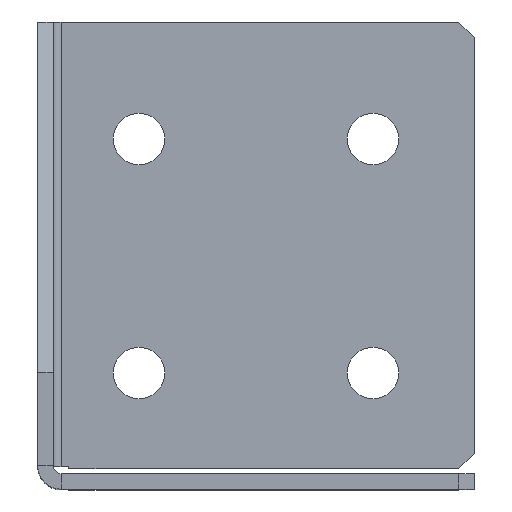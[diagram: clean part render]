
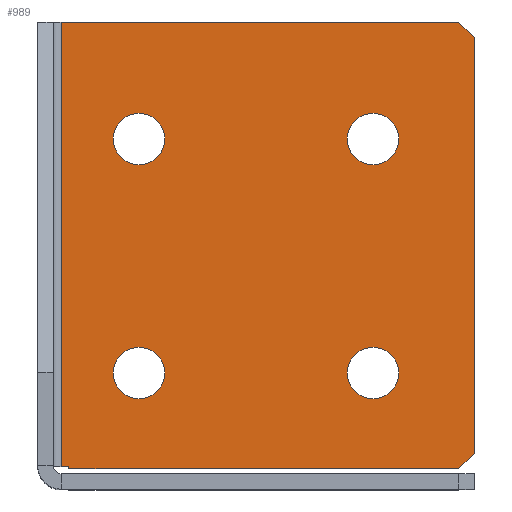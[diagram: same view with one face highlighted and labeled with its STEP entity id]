
A CAD part, top view. The second image highlights one B-rep face of the part: STEP entity #989.
In plain terms, the highlighted planar face has unit normal (0, 0, 1).
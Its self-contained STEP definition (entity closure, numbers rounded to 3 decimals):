
#1 = DIRECTION ( 'NONE',  ( 0., 1., 0. ) ) ;
#9 = CARTESIAN_POINT ( 'NONE',  ( 28., 4.707, 2. ) ) ;
#22 = CARTESIAN_POINT ( 'NONE',  ( 26., 2.707, 2. ) ) ;
#34 = DIRECTION ( 'NONE',  ( 0., 0., 1. ) ) ;
#35 = CIRCLE ( 'NONE', #200, 3.3 ) ;
#41 = VERTEX_POINT ( 'NONE', #1202 ) ;
#69 = EDGE_CURVE ( 'NONE', #1102, #606, #1427, .T. ) ;
#73 = CARTESIAN_POINT ( 'NONE',  ( 18.3, 15., 2. ) ) ;
#76 = CIRCLE ( 'NONE', #501, 3.3 ) ;
#90 = DIRECTION ( 'NONE',  ( 0., 0., 1. ) ) ;
#101 = VERTEX_POINT ( 'NONE', #401 ) ;
#102 = CARTESIAN_POINT ( 'NONE',  ( -15., 15., 2. ) ) ;
#135 = DIRECTION ( 'NONE',  ( -1., 0., 0. ) ) ;
#136 = ORIENTED_EDGE ( 'NONE', *, *, #1299, .F. ) ;
#139 = ORIENTED_EDGE ( 'NONE', *, *, #307, .T. ) ;
#160 = CARTESIAN_POINT ( 'NONE',  ( -28., 60., 2. ) ) ;
#168 = DIRECTION ( 'NONE',  ( -1., 0., 0. ) ) ;
#186 = VERTEX_POINT ( 'NONE', #1121 ) ;
#200 = AXIS2_PLACEMENT_3D ( 'NONE', #480, #368, #454 ) ;
#208 = VERTEX_POINT ( 'NONE', #447 ) ;
#210 = CIRCLE ( 'NONE', #405, 3.3 ) ;
#214 = CARTESIAN_POINT ( 'NONE',  ( -15., 45., 2. ) ) ;
#216 = ORIENTED_EDGE ( 'NONE', *, *, #828, .F. ) ;
#235 = VECTOR ( 'NONE', #135, 1000. ) ;
#244 = CARTESIAN_POINT ( 'NONE',  ( -28., 3., 2. ) ) ;
#257 = FACE_BOUND ( 'NONE', #1282, .T. ) ;
#297 = CARTESIAN_POINT ( 'NONE',  ( 15., 15., 2. ) ) ;
#307 = EDGE_CURVE ( 'NONE', #186, #1410, #925, .T. ) ;
#337 = ORIENTED_EDGE ( 'NONE', *, *, #69, .F. ) ;
#354 = CIRCLE ( 'NONE', #1391, 3.3 ) ;
#365 = EDGE_CURVE ( 'NONE', #789, #1294, #686, .T. ) ;
#368 = DIRECTION ( 'NONE',  ( 0., 0., 1. ) ) ;
#382 = VECTOR ( 'NONE', #1079, 1000. ) ;
#383 = VERTEX_POINT ( 'NONE', #913 ) ;
#386 = CARTESIAN_POINT ( 'NONE',  ( -23.99, 0., 2. ) ) ;
#387 = FACE_BOUND ( 'NONE', #673, .T. ) ;
#390 = ORIENTED_EDGE ( 'NONE', *, *, #872, .F. ) ;
#395 = EDGE_CURVE ( 'NONE', #41, #560, #35, .T. ) ;
#401 = CARTESIAN_POINT ( 'NONE',  ( -18.3, 15., 2. ) ) ;
#405 = AXIS2_PLACEMENT_3D ( 'NONE', #852, #34, #1093 ) ;
#428 = CARTESIAN_POINT ( 'NONE',  ( -25., 60., 2. ) ) ;
#430 = AXIS2_PLACEMENT_3D ( 'NONE', #297, #90, #779 ) ;
#432 = CARTESIAN_POINT ( 'NONE',  ( -25., 0., 2. ) ) ;
#447 = CARTESIAN_POINT ( 'NONE',  ( 11.7, 45., 2. ) ) ;
#454 = DIRECTION ( 'NONE',  ( 1., 0., 0. ) ) ;
#468 = LINE ( 'NONE', #1392, #235 ) ;
#480 = CARTESIAN_POINT ( 'NONE',  ( -15., 45., 2. ) ) ;
#497 = DIRECTION ( 'NONE',  ( 1., 0., 0. ) ) ;
#498 = LINE ( 'NONE', #386, #988 ) ;
#501 = AXIS2_PLACEMENT_3D ( 'NONE', #998, #1124, #675 ) ;
#510 = ORIENTED_EDGE ( 'NONE', *, *, #929, .T. ) ;
#551 = AXIS2_PLACEMENT_3D ( 'NONE', #1048, #1266, #698 ) ;
#553 = AXIS2_PLACEMENT_3D ( 'NONE', #1312, #622, #168 ) ;
#560 = VERTEX_POINT ( 'NONE', #753 ) ;
#568 = ORIENTED_EDGE ( 'NONE', *, *, #754, .F. ) ;
#585 = VECTOR ( 'NONE', #497, 1000. ) ;
#586 = EDGE_CURVE ( 'NONE', #186, #1102, #770, .T. ) ;
#588 = EDGE_CURVE ( 'NONE', #1329, #101, #950, .T. ) ;
#589 = ORIENTED_EDGE ( 'NONE', *, *, #395, .F. ) ;
#596 = EDGE_CURVE ( 'NONE', #833, #789, #1135, .T. ) ;
#597 = FACE_OUTER_BOUND ( 'NONE', #806, .T. ) ;
#599 = VERTEX_POINT ( 'NONE', #73 ) ;
#604 = CARTESIAN_POINT ( 'NONE',  ( 26., 60., 2. ) ) ;
#606 = VERTEX_POINT ( 'NONE', #647 ) ;
#622 = DIRECTION ( 'NONE',  ( 0., 0., -1. ) ) ;
#641 = DIRECTION ( 'NONE',  ( 0., 0., 1. ) ) ;
#646 = ORIENTED_EDGE ( 'NONE', *, *, #365, .T. ) ;
#647 = CARTESIAN_POINT ( 'NONE',  ( 26., 60., 2. ) ) ;
#673 = EDGE_LOOP ( 'NONE', ( #752, #136 ) ) ;
#675 = DIRECTION ( 'NONE',  ( 1., 0., 0. ) ) ;
#676 = ORIENTED_EDGE ( 'NONE', *, *, #586, .F. ) ;
#686 = LINE ( 'NONE', #919, #1072 ) ;
#698 = DIRECTION ( 'NONE',  ( 1., 0., 0. ) ) ;
#701 = EDGE_CURVE ( 'NONE', #1014, #208, #76, .T. ) ;
#710 = DIRECTION ( 'NONE',  ( 1., 0., 0. ) ) ;
#752 = ORIENTED_EDGE ( 'NONE', *, *, #701, .F. ) ;
#753 = CARTESIAN_POINT ( 'NONE',  ( -18.3, 45., 2. ) ) ;
#754 = EDGE_CURVE ( 'NONE', #101, #1329, #1109, .T. ) ;
#769 = VERTEX_POINT ( 'NONE', #1281 ) ;
#770 = LINE ( 'NONE', #432, #1028 ) ;
#771 = AXIS2_PLACEMENT_3D ( 'NONE', #916, #1162, #1149 ) ;
#779 = DIRECTION ( 'NONE',  ( 1., 0., 0. ) ) ;
#789 = VERTEX_POINT ( 'NONE', #9 ) ;
#796 = ORIENTED_EDGE ( 'NONE', *, *, #1107, .F. ) ;
#806 = EDGE_LOOP ( 'NONE', ( #390, #1403, #646, #510, #337, #676, #139, #1297 ) ) ;
#828 = EDGE_CURVE ( 'NONE', #599, #769, #838, .T. ) ;
#833 = VERTEX_POINT ( 'NONE', #22 ) ;
#838 = CIRCLE ( 'NONE', #771, 3.3 ) ;
#844 = DIRECTION ( 'NONE',  ( 0., 1., 0. ) ) ;
#846 = PLANE ( 'NONE',  #553 ) ;
#852 = CARTESIAN_POINT ( 'NONE',  ( 15., 45., 2. ) ) ;
#872 = EDGE_CURVE ( 'NONE', #833, #383, #468, .T. ) ;
#879 = CARTESIAN_POINT ( 'NONE',  ( 18.3, 45., 2. ) ) ;
#892 = DIRECTION ( 'NONE',  ( 0.707, 0.707, 0. ) ) ;
#913 = CARTESIAN_POINT ( 'NONE',  ( -23.99, 2.707, 2. ) ) ;
#916 = CARTESIAN_POINT ( 'NONE',  ( 15., 15., 2. ) ) ;
#919 = CARTESIAN_POINT ( 'NONE',  ( 28., 0., 2. ) ) ;
#924 = EDGE_LOOP ( 'NONE', ( #589, #1396 ) ) ;
#925 = LINE ( 'NONE', #244, #1287 ) ;
#928 = DIRECTION ( 'NONE',  ( 0., 0., 1. ) ) ;
#929 = EDGE_CURVE ( 'NONE', #1294, #606, #945, .T. ) ;
#945 = LINE ( 'NONE', #604, #382 ) ;
#950 = CIRCLE ( 'NONE', #1338, 3.3 ) ;
#960 = CIRCLE ( 'NONE', #430, 3.3 ) ;
#988 = VECTOR ( 'NONE', #844, 1000. ) ;
#989 = ADVANCED_FACE ( 'NONE', ( #597, #257, #1423, #387, #1063 ), #846, .F. ) ;
#998 = CARTESIAN_POINT ( 'NONE',  ( 15., 45., 2. ) ) ;
#1007 = DIRECTION ( 'NONE',  ( 1., 0., 0. ) ) ;
#1014 = VERTEX_POINT ( 'NONE', #879 ) ;
#1028 = VECTOR ( 'NONE', #1234, 1000. ) ;
#1047 = DIRECTION ( 'NONE',  ( 1., 0., 0. ) ) ;
#1048 = CARTESIAN_POINT ( 'NONE',  ( -15., 15., 2. ) ) ;
#1063 = FACE_BOUND ( 'NONE', #1314, .T. ) ;
#1072 = VECTOR ( 'NONE', #1, 1000. ) ;
#1077 = CARTESIAN_POINT ( 'NONE',  ( -23.99, 3., 2. ) ) ;
#1079 = DIRECTION ( 'NONE',  ( -0.707, 0.707, 0. ) ) ;
#1093 = DIRECTION ( 'NONE',  ( 1., 0., 0. ) ) ;
#1102 = VERTEX_POINT ( 'NONE', #428 ) ;
#1107 = EDGE_CURVE ( 'NONE', #769, #599, #960, .T. ) ;
#1109 = CIRCLE ( 'NONE', #551, 3.3 ) ;
#1120 = CARTESIAN_POINT ( 'NONE',  ( 28., 4.707, 2. ) ) ;
#1121 = CARTESIAN_POINT ( 'NONE',  ( -25., 3., 2. ) ) ;
#1124 = DIRECTION ( 'NONE',  ( 0., 0., 1. ) ) ;
#1135 = LINE ( 'NONE', #1120, #1407 ) ;
#1149 = DIRECTION ( 'NONE',  ( 1., 0., 0. ) ) ;
#1162 = DIRECTION ( 'NONE',  ( 0., 0., 1. ) ) ;
#1202 = CARTESIAN_POINT ( 'NONE',  ( -11.7, 45., 2. ) ) ;
#1228 = EDGE_CURVE ( 'NONE', #560, #41, #354, .T. ) ;
#1234 = DIRECTION ( 'NONE',  ( 0., 1., 0. ) ) ;
#1266 = DIRECTION ( 'NONE',  ( 0., 0., 1. ) ) ;
#1281 = CARTESIAN_POINT ( 'NONE',  ( 11.7, 15., 2. ) ) ;
#1282 = EDGE_LOOP ( 'NONE', ( #216, #796 ) ) ;
#1287 = VECTOR ( 'NONE', #710, 1000. ) ;
#1294 = VERTEX_POINT ( 'NONE', #1404 ) ;
#1297 = ORIENTED_EDGE ( 'NONE', *, *, #1303, .F. ) ;
#1299 = EDGE_CURVE ( 'NONE', #208, #1014, #210, .T. ) ;
#1303 = EDGE_CURVE ( 'NONE', #383, #1410, #498, .T. ) ;
#1312 = CARTESIAN_POINT ( 'NONE',  ( -28., 0., 2. ) ) ;
#1314 = EDGE_LOOP ( 'NONE', ( #1479, #568 ) ) ;
#1329 = VERTEX_POINT ( 'NONE', #1428 ) ;
#1338 = AXIS2_PLACEMENT_3D ( 'NONE', #102, #641, #1007 ) ;
#1391 = AXIS2_PLACEMENT_3D ( 'NONE', #214, #928, #1047 ) ;
#1392 = CARTESIAN_POINT ( 'NONE',  ( -28., 2.707, 2. ) ) ;
#1396 = ORIENTED_EDGE ( 'NONE', *, *, #1228, .F. ) ;
#1403 = ORIENTED_EDGE ( 'NONE', *, *, #596, .T. ) ;
#1404 = CARTESIAN_POINT ( 'NONE',  ( 28., 58., 2. ) ) ;
#1407 = VECTOR ( 'NONE', #892, 1000. ) ;
#1410 = VERTEX_POINT ( 'NONE', #1077 ) ;
#1423 = FACE_BOUND ( 'NONE', #924, .T. ) ;
#1427 = LINE ( 'NONE', #160, #585 ) ;
#1428 = CARTESIAN_POINT ( 'NONE',  ( -11.7, 15., 2. ) ) ;
#1479 = ORIENTED_EDGE ( 'NONE', *, *, #588, .F. ) ;
